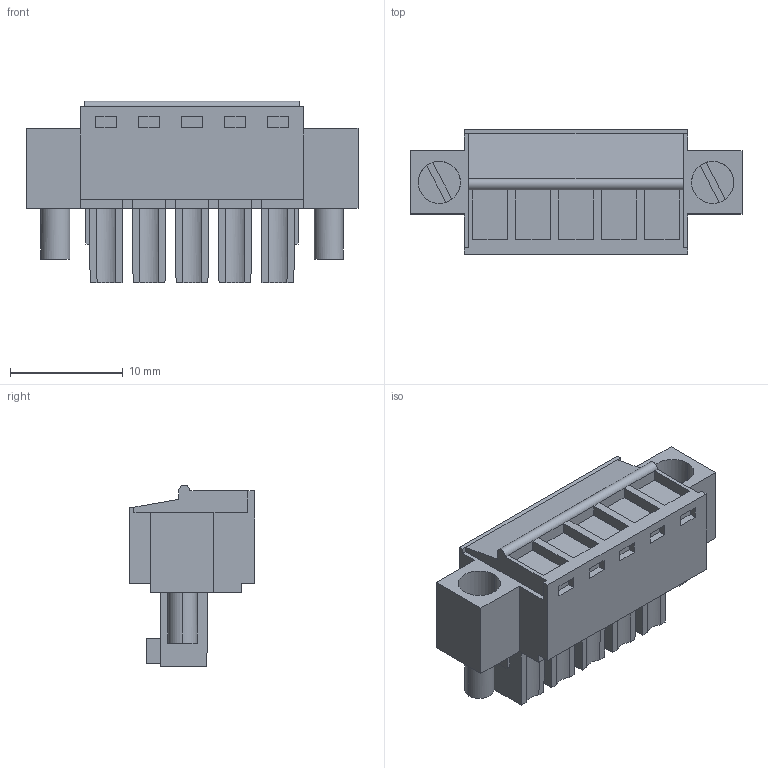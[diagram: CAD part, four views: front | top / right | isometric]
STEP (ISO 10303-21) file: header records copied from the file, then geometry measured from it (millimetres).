
FILE_DESCRIPTION(('CATIA V5 STEP','CAx-IF Rec.Pracs.--- Model Styling and Organization---1.2---2011-12-15'),'2;1');
FILE_NAME ('D1459731_0_1941040000_1941040000.stp','2017-04-14T13:29:25+00:00',('none'),('Weidmueller'),'CATIA Version 5-6 Release 2014','CATIA V5 STEP AP214','none');
FILE_SCHEMA(('AUTOMOTIVE_DESIGN { 1 0 10303 214 1 1 1 1 }'));
Length unit declared in the file: millimetre
Products named in the file (1): 1941040000
Bounding box: 29.44 x 11.1 x 16.1 mm (x, y, z)
Volume: 2348.9 mm3; surface area: 2478.4 mm2
Topology: 8 solids, 8 shells, 304 faces, 763 edges, 504 vertices
Faces by surface type: plane 247, cylinder 57
Entity records: 8680 total; most frequent: CARTESIAN_POINT 1694, ORIENTED_EDGE 1526, DIRECTION 1198, EDGE_CURVE 763, VECTOR 611, LINE 611, VERTEX_POINT 504, AXIS2_PLACEMENT_3D 355
